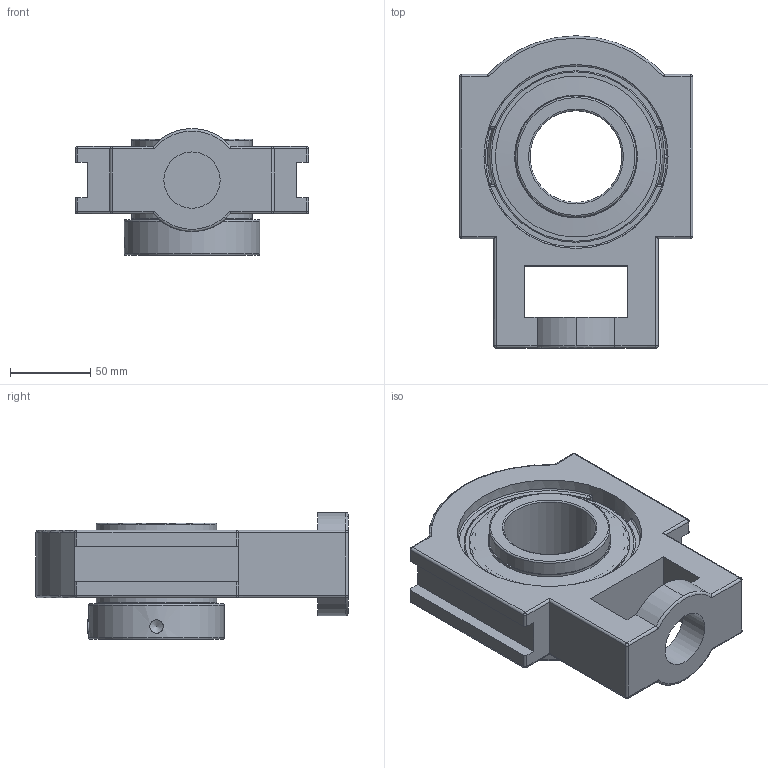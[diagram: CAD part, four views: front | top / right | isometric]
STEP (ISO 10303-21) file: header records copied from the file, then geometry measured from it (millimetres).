
FILE_DESCRIPTION(('HOOPS Exchange Step'),'2;1');
FILE_NAME('export-D2F85AD4-8A04-4EF1-BC07-576F6E84AECE.stp','2020-05-20T10:15:48-07:00',('dkerr'),('Alibre'),'HOOPS Exchange 2020.0','Alibre','Unknown authorisation');
FILE_SCHEMA( ('AP242_MANAGED_MODEL_BASED_3D_ENGINEERING_MIM_LF {1 0 10303 442 1 1 4 }') );
Length unit declared in the file: inch
Products named in the file (8): MRN STM 212 L4L; SNC 212-36 L4L (2.250inch) (Race); SNC 212 (Ball Bearing); SNC 212-36 (Collar); SNC 212 (Shield); SNC 212 (Setscrew); MRN SNC 212-36 L4L (2.250inch); MRN SNCSTM 212-36 L4L (2.250inch)
Assembly tree (8 placements, depth 3):
  MRN SNCSTM 212-36 L4L (2.250inch)
    MRN STM 212 L4L
    MRN SNC 212-36 L4L (2.250inch)
      SNC 212-36 L4L (2.250inch) (Race)
      SNC 212 (Ball Bearing)
      SNC 212-36 (Collar)
      SNC 212 (Shield)  x2
      SNC 212 (Setscrew)
Bounding box: 145 x 194 x 78.8 mm (x, y, z)
Volume: 684982.4 mm3; surface area: 167127.2 mm2
Topology: 17 solids, 17 shells, 185 faces, 485 edges, 297 vertices
Faces by surface type: cylinder 68, plane 54, sphere 29, torus 20, cone 10, bspline 4
Full cylindrical faces by diameter (mm): 8.382 x3, 35 x1, 57.15 x2, 72.034 x2, 74.93 x2, 75.565 x2, 76.327 x2, 84.201 x1, 93.935 x2, 100.076 x2, 114.37 x2, 120.1 x1
Entity records: 7459 total; most frequent: CARTESIAN_POINT 2903, DIRECTION 991, ORIENTED_EDGE 852, EDGE_CURVE 426, AXIS2_PLACEMENT_3D 409, VERTEX_POINT 283, CIRCLE 207, EDGE_LOOP 197
